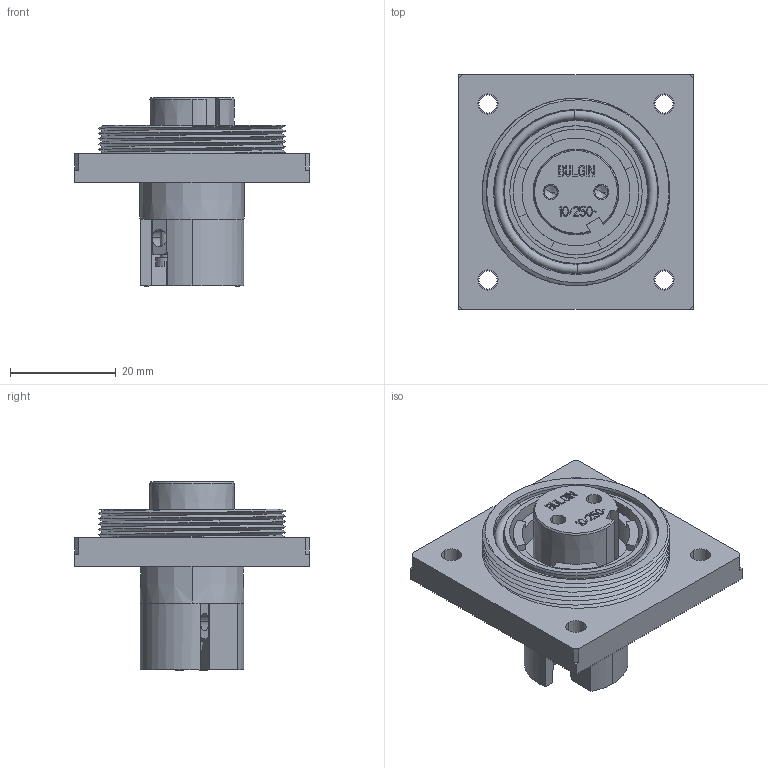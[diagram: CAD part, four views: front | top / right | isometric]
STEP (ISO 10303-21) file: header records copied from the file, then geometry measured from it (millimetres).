
FILE_DESCRIPTION(('STEP AP242'),'1');
FILE_NAME('px0764-02s.stp','2024-04-03T19:50:00',('TraceParts'),('TraceParts S.A.'),'Spatial InterOp 3D',' ',' ');
FILE_SCHEMA(('AP242_MANAGED_MODEL_BASED_3D_ENGINEERING_MIM_LF {1 0 10303 442 1 1 4}'));
Length unit declared in the file: millimetre
Products named in the file (1): px0764-02s
Bounding box: 44.45 x 44.45 x 35.69 mm (x, y, z)
Volume: 18053.1 mm3; surface area: 14332.8 mm2
Topology: 1 solids, 1 shells, 633 faces, 1743 edges, 1147 vertices
Faces by surface type: plane 477, cylinder 90, cone 50, sphere 8, torus 4, bspline 4
Entity records: 25172 total; most frequent: CARTESIAN_POINT 8997, ORIENTED_EDGE 3478, DIRECTION 3152, EDGE_CURVE 1739, LINE 1350, VECTOR 1350, VERTEX_POINT 1147, AXIS2_PLACEMENT_3D 901
